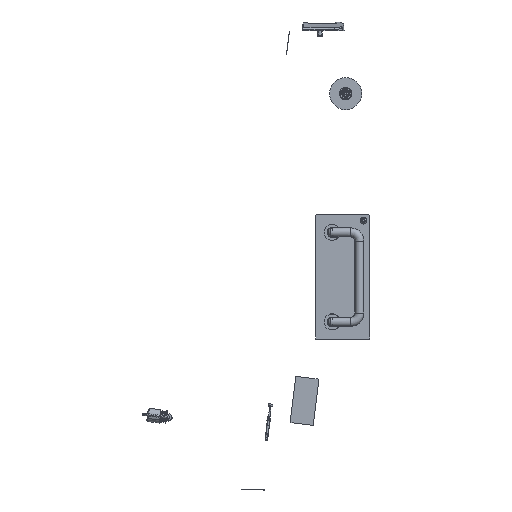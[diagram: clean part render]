
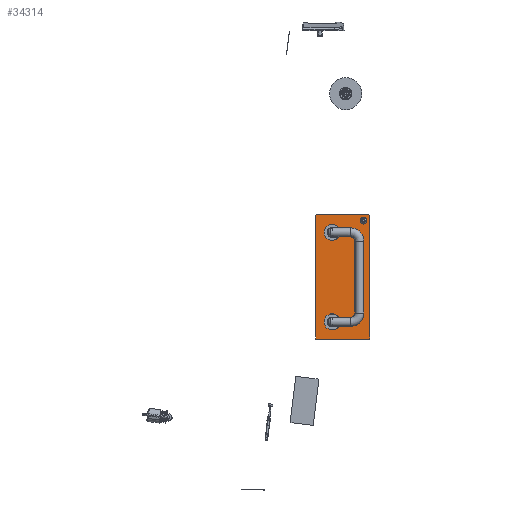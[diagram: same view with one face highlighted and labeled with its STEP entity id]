
A CAD part, left-side view. The second image highlights one B-rep face of the part: STEP entity #34314.
In plain terms, the highlighted face is planar.
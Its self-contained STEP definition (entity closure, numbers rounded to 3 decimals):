
#560 = DIRECTION ( 'NONE',  ( 0., 1., 0. ) ) ;
#1628 = DIRECTION ( 'NONE',  ( 0., 0., -1. ) ) ;
#1637 = DIRECTION ( 'NONE',  ( 0., 0., 1. ) ) ;
#2127 = CARTESIAN_POINT ( 'NONE',  ( -70., 1., -30. ) ) ;
#2163 = CARTESIAN_POINT ( 'NONE',  ( 70., 1., 29. ) ) ;
#2243 = ORIENTED_EDGE ( 'NONE', *, *, #35159, .T. ) ;
#2362 = AXIS2_PLACEMENT_3D ( 'NONE', #24153, #560, #7334 ) ;
#2610 = LINE ( 'NONE', #42563, #7337 ) ;
#3060 = EDGE_CURVE ( 'NONE', #23418, #17400, #30795, .T. ) ;
#3899 = DIRECTION ( 'NONE',  ( 0., 0., 1. ) ) ;
#4060 = DIRECTION ( 'NONE',  ( 0., -1., 0. ) ) ;
#4127 = ORIENTED_EDGE ( 'NONE', *, *, #7954, .F. ) ;
#4582 = CARTESIAN_POINT ( 'NONE',  ( -70., 1., -29. ) ) ;
#4998 = ORIENTED_EDGE ( 'NONE', *, *, #26425, .F. ) ;
#5183 = DIRECTION ( 'NONE',  ( 0., 1., 0. ) ) ;
#5448 = VERTEX_POINT ( 'NONE', #9844 ) ;
#5651 = EDGE_CURVE ( 'NONE', #13453, #14175, #15566, .T. ) ;
#5813 = DIRECTION ( 'NONE',  ( 0.707, 0., 0.707 ) ) ;
#5954 = EDGE_LOOP ( 'NONE', ( #20993, #8059 ) ) ;
#6214 = VERTEX_POINT ( 'NONE', #10123 ) ;
#7171 = LINE ( 'NONE', #2127, #43358 ) ;
#7334 = DIRECTION ( 'NONE',  ( 0., 0., -1. ) ) ;
#7337 = VECTOR ( 'NONE', #3899, 1000. ) ;
#7452 = CARTESIAN_POINT ( 'NONE',  ( 70., 1., -29. ) ) ;
#7954 = EDGE_CURVE ( 'NONE', #14175, #13453, #12217, .T. ) ;
#8059 = ORIENTED_EDGE ( 'NONE', *, *, #16301, .F. ) ;
#9252 = ORIENTED_EDGE ( 'NONE', *, *, #35035, .F. ) ;
#9844 = CARTESIAN_POINT ( 'NONE',  ( 50., 1., -7.9 ) ) ;
#9942 = ORIENTED_EDGE ( 'NONE', *, *, #13932, .T. ) ;
#10123 = CARTESIAN_POINT ( 'NONE',  ( -70., 1., -29. ) ) ;
#10945 = VERTEX_POINT ( 'NONE', #2163 ) ;
#11333 = DIRECTION ( 'NONE',  ( 0., 1., 0. ) ) ;
#12190 = CIRCLE ( 'NONE', #41862, 4.1 ) ;
#12217 = CIRCLE ( 'NONE', #15177, 4.1 ) ;
#12442 = AXIS2_PLACEMENT_3D ( 'NONE', #21791, #5183, #1637 ) ;
#12461 = VECTOR ( 'NONE', #29988, 1000. ) ;
#12520 = DIRECTION ( 'NONE',  ( 0., 1., 0. ) ) ;
#13276 = ORIENTED_EDGE ( 'NONE', *, *, #21855, .T. ) ;
#13453 = VERTEX_POINT ( 'NONE', #39268 ) ;
#13575 = ORIENTED_EDGE ( 'NONE', *, *, #5651, .F. ) ;
#13701 = EDGE_CURVE ( 'NONE', #6214, #32678, #2610, .T. ) ;
#13932 = EDGE_CURVE ( 'NONE', #10945, #23418, #34649, .T. ) ;
#14142 = ORIENTED_EDGE ( 'NONE', *, *, #13701, .T. ) ;
#14175 = VERTEX_POINT ( 'NONE', #37147 ) ;
#14803 = EDGE_CURVE ( 'NONE', #20193, #6214, #19907, .T. ) ;
#15177 = AXIS2_PLACEMENT_3D ( 'NONE', #22904, #42798, #42505 ) ;
#15566 = CIRCLE ( 'NONE', #42605, 4.1 ) ;
#16183 = VECTOR ( 'NONE', #5813, 1000. ) ;
#16201 = ORIENTED_EDGE ( 'NONE', *, *, #3060, .T. ) ;
#16301 = EDGE_CURVE ( 'NONE', #33753, #5448, #41769, .T. ) ;
#17400 = VERTEX_POINT ( 'NONE', #18885 ) ;
#17569 = DIRECTION ( 'NONE',  ( 0., 0., -1. ) ) ;
#18298 = AXIS2_PLACEMENT_3D ( 'NONE', #40835, #4060, #17569 ) ;
#18399 = CARTESIAN_POINT ( 'NONE',  ( 50., 1., -12. ) ) ;
#18756 = CARTESIAN_POINT ( 'NONE',  ( -69., 1., -30. ) ) ;
#18885 = CARTESIAN_POINT ( 'NONE',  ( 69., 1., -30. ) ) ;
#19486 = VECTOR ( 'NONE', #42488, 1000. ) ;
#19907 = LINE ( 'NONE', #4582, #26695 ) ;
#19989 = FACE_OUTER_BOUND ( 'NONE', #27185, .T. ) ;
#20193 = VERTEX_POINT ( 'NONE', #18756 ) ;
#20216 = PLANE ( 'NONE',  #18298 ) ;
#20517 = LINE ( 'NONE', #36080, #19486 ) ;
#20993 = ORIENTED_EDGE ( 'NONE', *, *, #25145, .F. ) ;
#21043 = FACE_BOUND ( 'NONE', #5954, .T. ) ;
#21206 = DIRECTION ( 'NONE',  ( 0., 0., 1. ) ) ;
#21647 = CIRCLE ( 'NONE', #30651, 1.65 ) ;
#21791 = CARTESIAN_POINT ( 'NONE',  ( 63., 1., 23. ) ) ;
#21855 = EDGE_CURVE ( 'NONE', #17400, #20193, #7171, .T. ) ;
#22073 = FACE_BOUND ( 'NONE', #29349, .T. ) ;
#22486 = DIRECTION ( 'NONE',  ( 0., 0., 1. ) ) ;
#22584 = VECTOR ( 'NONE', #41814, 1000. ) ;
#22904 = CARTESIAN_POINT ( 'NONE',  ( -50., 1., -12. ) ) ;
#23418 = VERTEX_POINT ( 'NONE', #7452 ) ;
#24153 = CARTESIAN_POINT ( 'NONE',  ( 50., 1., -12. ) ) ;
#24406 = CARTESIAN_POINT ( 'NONE',  ( 69., 1., 30. ) ) ;
#25145 = EDGE_CURVE ( 'NONE', #5448, #33753, #12190, .T. ) ;
#26147 = CARTESIAN_POINT ( 'NONE',  ( -50., 1., -12. ) ) ;
#26425 = EDGE_CURVE ( 'NONE', #36485, #33465, #42553, .T. ) ;
#26695 = VECTOR ( 'NONE', #28012, 1000. ) ;
#27152 = EDGE_CURVE ( 'NONE', #28935, #10945, #20517, .T. ) ;
#27185 = EDGE_LOOP ( 'NONE', ( #9942, #16201, #13276, #36755, #14142, #31557, #2243, #35017 ) ) ;
#27905 = VECTOR ( 'NONE', #32701, 1000. ) ;
#28012 = DIRECTION ( 'NONE',  ( -0.707, 0., 0.707 ) ) ;
#28935 = VERTEX_POINT ( 'NONE', #24406 ) ;
#29349 = EDGE_LOOP ( 'NONE', ( #9252, #4998 ) ) ;
#29988 = DIRECTION ( 'NONE',  ( -0.707, 0., -0.707 ) ) ;
#30527 = EDGE_CURVE ( 'NONE', #32678, #34738, #35504, .T. ) ;
#30651 = AXIS2_PLACEMENT_3D ( 'NONE', #31373, #11333, #21206 ) ;
#30795 = LINE ( 'NONE', #37329, #12461 ) ;
#30888 = CARTESIAN_POINT ( 'NONE',  ( -70., 1., 29. ) ) ;
#30980 = CARTESIAN_POINT ( 'NONE',  ( 63., 1., 21.35 ) ) ;
#31373 = CARTESIAN_POINT ( 'NONE',  ( 63., 1., 23. ) ) ;
#31557 = ORIENTED_EDGE ( 'NONE', *, *, #30527, .T. ) ;
#31979 = CARTESIAN_POINT ( 'NONE',  ( 70., 1., 30. ) ) ;
#32271 = CARTESIAN_POINT ( 'NONE',  ( 63., 1., 24.65 ) ) ;
#32280 = DIRECTION ( 'NONE',  ( 0., 1., 0. ) ) ;
#32678 = VERTEX_POINT ( 'NONE', #30888 ) ;
#32701 = DIRECTION ( 'NONE',  ( 1., 0., 0. ) ) ;
#33146 = CARTESIAN_POINT ( 'NONE',  ( -70., 1., 30. ) ) ;
#33465 = VERTEX_POINT ( 'NONE', #32271 ) ;
#33753 = VERTEX_POINT ( 'NONE', #40605 ) ;
#34314 = ADVANCED_FACE ( 'NONE', ( #21043, #37253, #19989, #22073 ), #20216, .F. ) ;
#34649 = LINE ( 'NONE', #31979, #22584 ) ;
#34738 = VERTEX_POINT ( 'NONE', #42957 ) ;
#35017 = ORIENTED_EDGE ( 'NONE', *, *, #27152, .T. ) ;
#35035 = EDGE_CURVE ( 'NONE', #33465, #36485, #21647, .T. ) ;
#35159 = EDGE_CURVE ( 'NONE', #34738, #28935, #36862, .T. ) ;
#35504 = LINE ( 'NONE', #42568, #16183 ) ;
#36080 = CARTESIAN_POINT ( 'NONE',  ( 70., 1., 29. ) ) ;
#36166 = DIRECTION ( 'NONE',  ( -1., 0., 0. ) ) ;
#36485 = VERTEX_POINT ( 'NONE', #30980 ) ;
#36755 = ORIENTED_EDGE ( 'NONE', *, *, #14803, .T. ) ;
#36862 = LINE ( 'NONE', #33146, #27905 ) ;
#37147 = CARTESIAN_POINT ( 'NONE',  ( -50., 1., -16.1 ) ) ;
#37253 = FACE_BOUND ( 'NONE', #41721, .T. ) ;
#37329 = CARTESIAN_POINT ( 'NONE',  ( 69., 1., -30. ) ) ;
#39268 = CARTESIAN_POINT ( 'NONE',  ( -50., 1., -7.9 ) ) ;
#40605 = CARTESIAN_POINT ( 'NONE',  ( 50., 1., -16.1 ) ) ;
#40835 = CARTESIAN_POINT ( 'NONE',  ( 70., 1., -30. ) ) ;
#41721 = EDGE_LOOP ( 'NONE', ( #13575, #4127 ) ) ;
#41769 = CIRCLE ( 'NONE', #2362, 4.1 ) ;
#41814 = DIRECTION ( 'NONE',  ( 0., 0., -1. ) ) ;
#41862 = AXIS2_PLACEMENT_3D ( 'NONE', #18399, #32280, #1628 ) ;
#42488 = DIRECTION ( 'NONE',  ( 0.707, 0., -0.707 ) ) ;
#42505 = DIRECTION ( 'NONE',  ( 0., 0., 1. ) ) ;
#42553 = CIRCLE ( 'NONE', #12442, 1.65 ) ;
#42563 = CARTESIAN_POINT ( 'NONE',  ( -70., 1., 30. ) ) ;
#42568 = CARTESIAN_POINT ( 'NONE',  ( -69., 1., 30. ) ) ;
#42605 = AXIS2_PLACEMENT_3D ( 'NONE', #26147, #12520, #22486 ) ;
#42798 = DIRECTION ( 'NONE',  ( 0., 1., 0. ) ) ;
#42957 = CARTESIAN_POINT ( 'NONE',  ( -69., 1., 30. ) ) ;
#43358 = VECTOR ( 'NONE', #36166, 1000. ) ;
